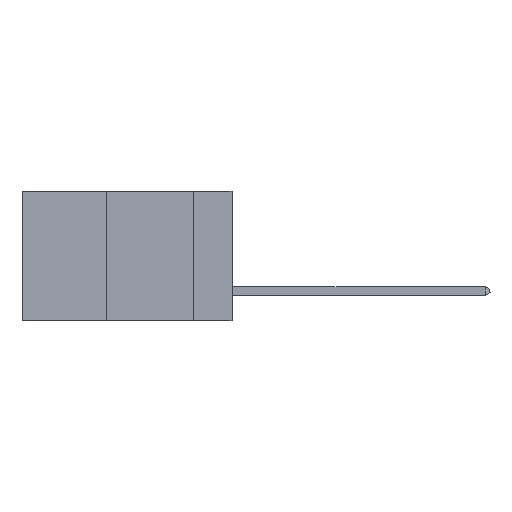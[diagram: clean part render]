
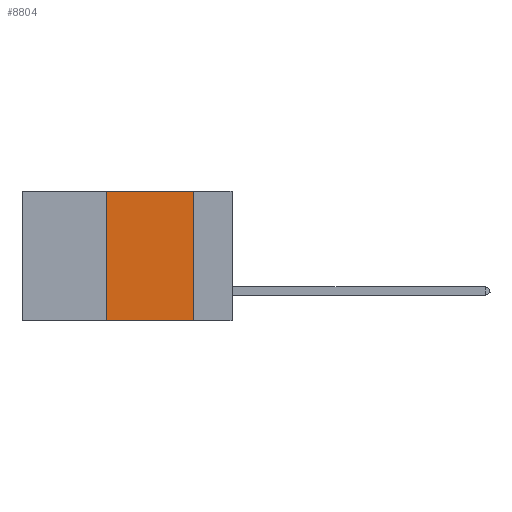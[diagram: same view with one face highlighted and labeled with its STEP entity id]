
A CAD part, left-side view. The second image highlights one B-rep face of the part: STEP entity #8804.
In plain terms, the highlighted planar face has unit normal (-1, 0, 0).
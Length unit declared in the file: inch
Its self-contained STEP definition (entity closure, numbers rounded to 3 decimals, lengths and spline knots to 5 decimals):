
#1974 = CARTESIAN_POINT ( 'NONE',  ( 0., 0.6, 0. ) ) ;
#2391 = VECTOR ( 'NONE', #6229, 39.37008 ) ;
#2944 = LINE ( 'NONE', #9683, #5275 ) ;
#3029 = EDGE_CURVE ( 'NONE', #5535, #13095, #6883, .T. ) ;
#3532 = DIRECTION ( 'NONE',  ( 0., 0., 1. ) ) ;
#3839 = VECTOR ( 'NONE', #11146, 39.37008 ) ;
#4104 = CARTESIAN_POINT ( 'NONE',  ( 0., 0.6, -0.37 ) ) ;
#4410 = CARTESIAN_POINT ( 'NONE',  ( 0., 0.11, 0. ) ) ;
#5275 = VECTOR ( 'NONE', #7616, 39.37008 ) ;
#5379 = ORIENTED_EDGE ( 'NONE', *, *, #12013, .F. ) ;
#5535 = VERTEX_POINT ( 'NONE', #7397 ) ;
#5924 = FACE_OUTER_BOUND ( 'NONE', #8523, .T. ) ;
#6229 = DIRECTION ( 'NONE',  ( 0., -1., 0. ) ) ;
#6310 = CARTESIAN_POINT ( 'NONE',  ( 0., 0.36, 0. ) ) ;
#6805 = ORIENTED_EDGE ( 'NONE', *, *, #12798, .T. ) ;
#6827 = CARTESIAN_POINT ( 'NONE',  ( 0., 0.36, 0. ) ) ;
#6883 = LINE ( 'NONE', #4410, #3839 ) ;
#7397 = CARTESIAN_POINT ( 'NONE',  ( 0., 0.11, 0. ) ) ;
#7412 = VECTOR ( 'NONE', #3532, 39.37008 ) ;
#7616 = DIRECTION ( 'NONE',  ( 0., -1., 0. ) ) ;
#8361 = AXIS2_PLACEMENT_3D ( 'NONE', #1974, #14558, #10002 ) ;
#8381 = CARTESIAN_POINT ( 'NONE',  ( 0., 0.11, -0.37 ) ) ;
#8451 = LINE ( 'NONE', #4104, #2391 ) ;
#8523 = EDGE_LOOP ( 'NONE', ( #10795, #5379, #14115, #6805 ) ) ;
#8804 = ADVANCED_FACE ( 'NONE', ( #5924 ), #14606, .F. ) ;
#9683 = CARTESIAN_POINT ( 'NONE',  ( 0., 0.6, 0. ) ) ;
#10002 = DIRECTION ( 'NONE',  ( 0., 0., -1. ) ) ;
#10516 = CARTESIAN_POINT ( 'NONE',  ( 0., 0.36, -0.37 ) ) ;
#10795 = ORIENTED_EDGE ( 'NONE', *, *, #3029, .F. ) ;
#11146 = DIRECTION ( 'NONE',  ( 0., 0., -1. ) ) ;
#11717 = LINE ( 'NONE', #6827, #7412 ) ;
#11998 = EDGE_CURVE ( 'NONE', #13988, #14739, #11717, .T. ) ;
#12013 = EDGE_CURVE ( 'NONE', #14739, #5535, #2944, .T. ) ;
#12798 = EDGE_CURVE ( 'NONE', #13988, #13095, #8451, .T. ) ;
#13095 = VERTEX_POINT ( 'NONE', #8381 ) ;
#13988 = VERTEX_POINT ( 'NONE', #10516 ) ;
#14115 = ORIENTED_EDGE ( 'NONE', *, *, #11998, .F. ) ;
#14558 = DIRECTION ( 'NONE',  ( 1., 0., 0. ) ) ;
#14606 = PLANE ( 'NONE',  #8361 ) ;
#14739 = VERTEX_POINT ( 'NONE', #6310 ) ;
